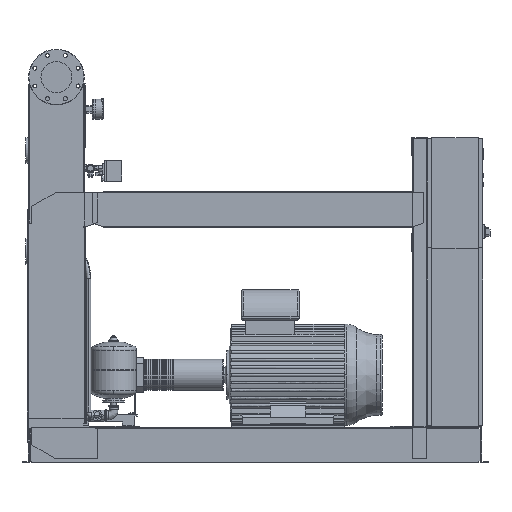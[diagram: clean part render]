
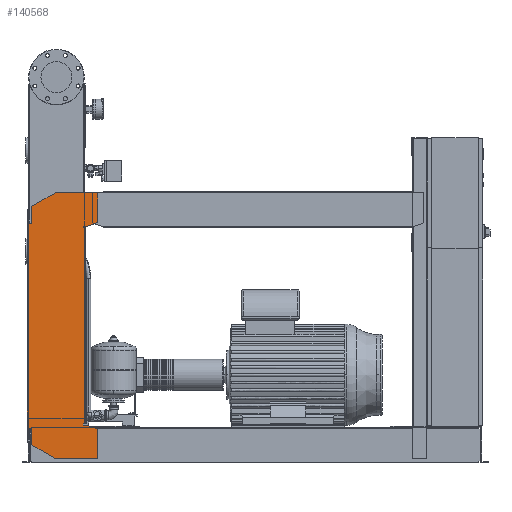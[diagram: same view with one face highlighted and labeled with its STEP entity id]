
A CAD part, front view. The second image highlights one B-rep face of the part: STEP entity #140568.
In plain terms, the highlighted free-form (B-spline) face has degree [1, 1] with [2, 2] control points.
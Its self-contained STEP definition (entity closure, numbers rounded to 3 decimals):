
#140053=CARTESIAN_POINT('',(-111.0,-463.5,1076.0));
#140054=VERTEX_POINT('',#140053);
#140061=CARTESIAN_POINT('',(-111.0,-463.5,1153.378));
#140062=VERTEX_POINT('',#140061);
#140063=CARTESIAN_POINT('',(-111.0,-463.5,1076.0));
#140064=DIRECTION('',(0.0,0.0,1.0));
#140065=VECTOR('',#140064,77.378);
#140066=LINE('',#140063,#140065);
#140067=EDGE_CURVE('',#140054,#140062,#140066,.T.);
#140085=CARTESIAN_POINT('',(-6.0,-463.5,1214.0));
#140086=VERTEX_POINT('',#140085);
#140087=CARTESIAN_POINT('',(-111.0,-463.5,1153.378));
#140088=DIRECTION('',(0.866,0.0,0.5));
#140089=VECTOR('',#140088,121.244);
#140090=LINE('',#140087,#140089);
#140091=EDGE_CURVE('',#140062,#140086,#140090,.T.);
#140109=CARTESIAN_POINT('',(186.0,-463.5,1214.0));
#140110=VERTEX_POINT('',#140109);
#140111=CARTESIAN_POINT('',(-6.0,-463.5,1214.0));
#140112=DIRECTION('',(1.0,0.0,0.0));
#140113=VECTOR('',#140112,192.0);
#140114=LINE('',#140111,#140113);
#140115=EDGE_CURVE('',#140086,#140110,#140114,.T.);
#140133=CARTESIAN_POINT('',(186.,-463.5,1080.379));
#140134=VERTEX_POINT('',#140133);
#140135=CARTESIAN_POINT('',(186.0,-463.5,1214.0));
#140136=DIRECTION('',(0.0,0.0,-1.0));
#140137=VECTOR('',#140136,133.621);
#140138=LINE('',#140135,#140137);
#140139=EDGE_CURVE('',#140110,#140134,#140138,.T.);
#140157=CARTESIAN_POINT('',(141.,-463.5,1064.0));
#140158=VERTEX_POINT('',#140157);
#140159=CARTESIAN_POINT('',(186.,-463.5,1080.379));
#140160=DIRECTION('',(-0.94,0.0,-0.342));
#140161=VECTOR('',#140160,47.888);
#140162=LINE('',#140159,#140161);
#140163=EDGE_CURVE('',#140134,#140158,#140162,.T.);
#140181=CARTESIAN_POINT('',(121.,-463.5,1064.0));
#140182=VERTEX_POINT('',#140181);
#140183=CARTESIAN_POINT('',(141.,-463.5,1064.0));
#140184=DIRECTION('',(-1.0,0.0,0.0));
#140185=VECTOR('',#140184,20.0);
#140186=LINE('',#140183,#140185);
#140187=EDGE_CURVE('',#140158,#140182,#140186,.T.);
#140205=CARTESIAN_POINT('',(121.,-463.5,1056.0));
#140206=VERTEX_POINT('',#140205);
#140207=CARTESIAN_POINT('',(121.,-463.5,1064.0));
#140208=DIRECTION('',(0.0,0.0,-1.0));
#140209=VECTOR('',#140208,8.0);
#140210=LINE('',#140207,#140209);
#140211=EDGE_CURVE('',#140182,#140206,#140210,.T.);
#140229=CARTESIAN_POINT('',(129.,-463.5,1056.0));
#140230=VERTEX_POINT('',#140229);
#140231=CARTESIAN_POINT('',(121.,-463.5,1056.0));
#140232=DIRECTION('',(1.0,0.0,0.0));
#140233=VECTOR('',#140232,8.0);
#140234=LINE('',#140231,#140233);
#140235=EDGE_CURVE('',#140206,#140230,#140234,.T.);
#140253=CARTESIAN_POINT('',(129.,-463.5,176.));
#140254=VERTEX_POINT('',#140253);
#140265=CARTESIAN_POINT('',(129.,-463.5,1056.0));
#140266=DIRECTION('',(0.0,0.0,-1.0));
#140267=VECTOR('',#140266,880.);
#140268=LINE('',#140265,#140267);
#140269=EDGE_CURVE('',#140230,#140254,#140268,.T.);
#140283=CARTESIAN_POINT('',(121.,-463.5,176.));
#140284=VERTEX_POINT('',#140283);
#140285=CARTESIAN_POINT('',(129.,-463.5,176.));
#140286=DIRECTION('',(-1.0,0.0,0.0));
#140287=VECTOR('',#140286,8.0);
#140288=LINE('',#140285,#140287);
#140289=EDGE_CURVE('',#140254,#140284,#140288,.T.);
#140307=CARTESIAN_POINT('',(121.,-463.5,168.));
#140308=VERTEX_POINT('',#140307);
#140309=CARTESIAN_POINT('',(121.,-463.5,176.));
#140310=DIRECTION('',(0.0,0.0,-1.0));
#140311=VECTOR('',#140310,8.0);
#140312=LINE('',#140309,#140311);
#140313=EDGE_CURVE('',#140284,#140308,#140312,.T.);
#140331=CARTESIAN_POINT('',(141.,-463.5,168.));
#140332=VERTEX_POINT('',#140331);
#140333=CARTESIAN_POINT('',(121.,-463.5,168.));
#140334=DIRECTION('',(1.0,0.0,0.0));
#140335=VECTOR('',#140334,20.0);
#140336=LINE('',#140333,#140335);
#140337=EDGE_CURVE('',#140308,#140332,#140336,.T.);
#140355=CARTESIAN_POINT('',(186.,-463.5,151.621));
#140356=VERTEX_POINT('',#140355);
#140357=CARTESIAN_POINT('',(141.,-463.5,168.));
#140358=DIRECTION('',(0.94,0.0,-0.342));
#140359=VECTOR('',#140358,47.888);
#140360=LINE('',#140357,#140359);
#140361=EDGE_CURVE('',#140332,#140356,#140360,.T.);
#140379=CARTESIAN_POINT('',(186.,-463.5,18.0));
#140380=VERTEX_POINT('',#140379);
#140381=CARTESIAN_POINT('',(186.,-463.5,151.621));
#140382=DIRECTION('',(0.0,0.0,-1.0));
#140383=VECTOR('',#140382,133.621);
#140384=LINE('',#140381,#140383);
#140385=EDGE_CURVE('',#140356,#140380,#140384,.T.);
#140403=CARTESIAN_POINT('',(-4.,-463.5,18.0));
#140404=VERTEX_POINT('',#140403);
#140405=CARTESIAN_POINT('',(186.,-463.5,18.0));
#140406=DIRECTION('',(-1.0,0.0,0.0));
#140407=VECTOR('',#140406,190.);
#140408=LINE('',#140405,#140407);
#140409=EDGE_CURVE('',#140380,#140404,#140408,.T.);
#140427=CARTESIAN_POINT('',(-111.,-463.5,79.776));
#140428=VERTEX_POINT('',#140427);
#140429=CARTESIAN_POINT('',(-4.,-463.5,18.0));
#140430=DIRECTION('',(-0.866,0.,0.5));
#140431=VECTOR('',#140430,123.553);
#140432=LINE('',#140429,#140431);
#140433=EDGE_CURVE('',#140404,#140428,#140432,.T.);
#140451=CARTESIAN_POINT('',(-111.,-463.5,156.0));
#140452=VERTEX_POINT('',#140451);
#140453=CARTESIAN_POINT('',(-111.,-463.5,79.776));
#140454=DIRECTION('',(0.0,0.0,1.0));
#140455=VECTOR('',#140454,76.224);
#140456=LINE('',#140453,#140455);
#140457=EDGE_CURVE('',#140428,#140452,#140456,.T.);
#140475=CARTESIAN_POINT('',(-131.,-463.5,156.0));
#140476=VERTEX_POINT('',#140475);
#140477=CARTESIAN_POINT('',(-111.,-463.5,156.0));
#140478=DIRECTION('',(-1.0,0.0,0.0));
#140479=VECTOR('',#140478,20.0);
#140480=LINE('',#140477,#140479);
#140481=EDGE_CURVE('',#140452,#140476,#140480,.T.);
#140499=CARTESIAN_POINT('',(-131.0,-463.5,1076.0));
#140500=VERTEX_POINT('',#140499);
#140513=CARTESIAN_POINT('',(-131.,-463.5,156.0));
#140514=DIRECTION('',(0.0,0.0,1.0));
#140515=VECTOR('',#140514,920.0);
#140516=LINE('',#140513,#140515);
#140517=EDGE_CURVE('',#140476,#140500,#140516,.T.);
#140531=CARTESIAN_POINT('',(-131.0,-463.5,1076.0));
#140532=DIRECTION('',(1.0,0.0,0.0));
#140533=VECTOR('',#140532,20.0);
#140534=LINE('',#140531,#140533);
#140535=EDGE_CURVE('',#140500,#140054,#140534,.T.);
#140541=CARTESIAN_POINT('',(-131.,-463.5,18.0));
#140542=CARTESIAN_POINT('',(186.0,-463.5,18.0));
#140543=CARTESIAN_POINT('',(-131.,-463.5,1214.0));
#140544=CARTESIAN_POINT('',(186.0,-463.5,1214.0));
#140545=B_SPLINE_SURFACE_WITH_KNOTS('',1,1,((#140541,#140543),(#140542,#140544)),.UNSPECIFIED.,.F.,.F.,.U.,(2,2),(2,2),(0.0,317.),(0.0,1196.0),.UNSPECIFIED.);
#140546=ORIENTED_EDGE('',*,*,#140535,.F.);
#140547=ORIENTED_EDGE('',*,*,#140517,.F.);
#140548=ORIENTED_EDGE('',*,*,#140481,.F.);
#140549=ORIENTED_EDGE('',*,*,#140457,.F.);
#140550=ORIENTED_EDGE('',*,*,#140433,.F.);
#140551=ORIENTED_EDGE('',*,*,#140409,.F.);
#140552=ORIENTED_EDGE('',*,*,#140385,.F.);
#140553=ORIENTED_EDGE('',*,*,#140361,.F.);
#140554=ORIENTED_EDGE('',*,*,#140337,.F.);
#140555=ORIENTED_EDGE('',*,*,#140313,.F.);
#140556=ORIENTED_EDGE('',*,*,#140289,.F.);
#140557=ORIENTED_EDGE('',*,*,#140269,.F.);
#140558=ORIENTED_EDGE('',*,*,#140235,.F.);
#140559=ORIENTED_EDGE('',*,*,#140211,.F.);
#140560=ORIENTED_EDGE('',*,*,#140187,.F.);
#140561=ORIENTED_EDGE('',*,*,#140163,.F.);
#140562=ORIENTED_EDGE('',*,*,#140139,.F.);
#140563=ORIENTED_EDGE('',*,*,#140115,.F.);
#140564=ORIENTED_EDGE('',*,*,#140091,.F.);
#140565=ORIENTED_EDGE('',*,*,#140067,.F.);
#140566=EDGE_LOOP('',(#140546,#140547,#140548,#140549,#140550,#140551,#140552,#140553,#140554,#140555,#140556,#140557,#140558,#140559,#140560,#140561,#140562,#140563,#140564,#140565));
#140567=FACE_OUTER_BOUND('',#140566,.T.);
#140568=ADVANCED_FACE('',(#140567),#140545,.T.);
